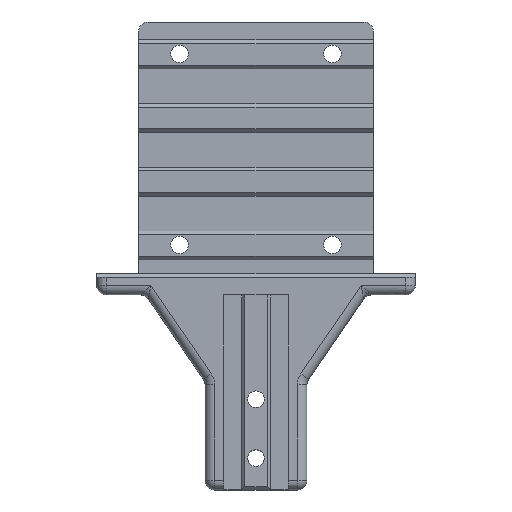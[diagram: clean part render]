
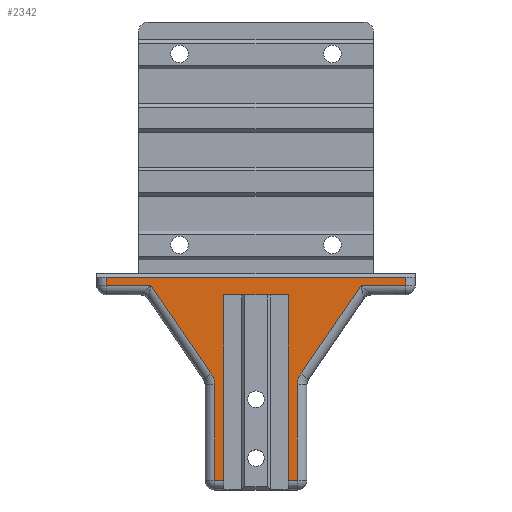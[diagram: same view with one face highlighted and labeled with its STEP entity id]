
A CAD part, top view. The second image highlights one B-rep face of the part: STEP entity #2342.
In plain terms, the highlighted planar face has unit normal (0, 0, 1).
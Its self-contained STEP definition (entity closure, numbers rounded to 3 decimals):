
#115=PLANE('',#2596);
#238=FACE_OUTER_BOUND('',#391,.T.);
#391=EDGE_LOOP('',(#1935,#1936,#1937,#1938,#1939,#1940,#1941,#1942,#1943,
#1944,#1945,#1946,#1947,#1948,#1949,#1950));
#476=LINE('',#3425,#667);
#487=LINE('',#3459,#678);
#520=LINE('',#3683,#711);
#522=LINE('',#3690,#713);
#532=LINE('',#3859,#723);
#534=LINE('',#3866,#725);
#541=LINE('',#3895,#732);
#544=LINE('',#3905,#735);
#548=LINE('',#3919,#739);
#562=LINE('',#3972,#753);
#563=LINE('',#3991,#754);
#566=LINE('',#3998,#757);
#615=LINE('',#4208,#806);
#616=LINE('',#4209,#807);
#667=VECTOR('',#2697,10.);
#678=VECTOR('',#2728,10.);
#711=VECTOR('',#2817,10.);
#713=VECTOR('',#2825,10.);
#723=VECTOR('',#2879,10.);
#725=VECTOR('',#2887,10.);
#732=VECTOR('',#2920,10.);
#735=VECTOR('',#2929,10.);
#739=VECTOR('',#2947,10.);
#753=VECTOR('',#2991,10.);
#754=VECTOR('',#3018,10.);
#757=VECTOR('',#3025,10.);
#806=VECTOR('',#3186,10.);
#807=VECTOR('',#3187,10.);
#904=CIRCLE('',#2505,6.);
#921=CIRCLE('',#2535,6.);
#982=VERTEX_POINT('',#3423);
#983=VERTEX_POINT('',#3424);
#996=VERTEX_POINT('',#3458);
#1001=VERTEX_POINT('',#3492);
#1042=VERTEX_POINT('',#3682);
#1044=VERTEX_POINT('',#3688);
#1053=VERTEX_POINT('',#3767);
#1066=VERTEX_POINT('',#3858);
#1068=VERTEX_POINT('',#3864);
#1077=VERTEX_POINT('',#3893);
#1078=VERTEX_POINT('',#3898);
#1081=VERTEX_POINT('',#3903);
#1082=VERTEX_POINT('',#3913);
#1097=VERTEX_POINT('',#3971);
#1101=VERTEX_POINT('',#3984);
#1103=VERTEX_POINT('',#3994);
#1189=EDGE_CURVE('',#982,#983,#476,.T.);
#1206=EDGE_CURVE('',#996,#982,#487,.F.);
#1264=EDGE_CURVE('',#1001,#1042,#520,.T.);
#1268=EDGE_CURVE('',#1044,#1001,#522,.T.);
#1299=EDGE_CURVE('',#1053,#1066,#532,.T.);
#1303=EDGE_CURVE('',#1068,#1053,#534,.T.);
#1317=EDGE_CURVE('',#1077,#1044,#541,.T.);
#1322=EDGE_CURVE('',#1081,#1078,#544,.T.);
#1323=EDGE_CURVE('',#1042,#1081,#904,.T.);
#1330=EDGE_CURVE('',#1078,#1082,#548,.T.);
#1352=EDGE_CURVE('',#996,#1097,#562,.T.);
#1359=EDGE_CURVE('',#1101,#1068,#921,.T.);
#1362=EDGE_CURVE('',#1097,#1101,#563,.T.);
#1366=EDGE_CURVE('',#1066,#1103,#566,.T.);
#1446=EDGE_CURVE('',#1077,#1103,#615,.T.);
#1447=EDGE_CURVE('',#983,#1082,#616,.F.);
#1935=ORIENTED_EDGE('',*,*,#1317,.F.);
#1936=ORIENTED_EDGE('',*,*,#1446,.T.);
#1937=ORIENTED_EDGE('',*,*,#1366,.F.);
#1938=ORIENTED_EDGE('',*,*,#1299,.F.);
#1939=ORIENTED_EDGE('',*,*,#1303,.F.);
#1940=ORIENTED_EDGE('',*,*,#1359,.F.);
#1941=ORIENTED_EDGE('',*,*,#1362,.F.);
#1942=ORIENTED_EDGE('',*,*,#1352,.F.);
#1943=ORIENTED_EDGE('',*,*,#1206,.T.);
#1944=ORIENTED_EDGE('',*,*,#1189,.T.);
#1945=ORIENTED_EDGE('',*,*,#1447,.T.);
#1946=ORIENTED_EDGE('',*,*,#1330,.F.);
#1947=ORIENTED_EDGE('',*,*,#1322,.F.);
#1948=ORIENTED_EDGE('',*,*,#1323,.F.);
#1949=ORIENTED_EDGE('',*,*,#1264,.F.);
#1950=ORIENTED_EDGE('',*,*,#1268,.F.);
#2342=ADVANCED_FACE('',(#238),#115,.T.);
#2505=AXIS2_PLACEMENT_3D('',#3907,#2932,#2933);
#2535=AXIS2_PLACEMENT_3D('',#3986,#3010,#3011);
#2596=AXIS2_PLACEMENT_3D('',#4207,#3184,#3185);
#2697=DIRECTION('',(1.,0.,0.));
#2728=DIRECTION('',(0.,-1.,0.));
#2817=DIRECTION('',(-0.565,-0.825,0.));
#2825=DIRECTION('',(-1.,0.,0.));
#2879=DIRECTION('',(-1.,0.,0.));
#2887=DIRECTION('',(-0.565,0.825,0.));
#2920=DIRECTION('',(0.,-1.,0.));
#2929=DIRECTION('',(0.,-1.,0.));
#2932=DIRECTION('center_axis',(0.,0.,1.));
#2933=DIRECTION('ref_axis',(-0.955,0.296,0.));
#2947=DIRECTION('',(-1.,0.,0.));
#2991=DIRECTION('',(-1.,0.,0.));
#3010=DIRECTION('center_axis',(0.,0.,1.));
#3011=DIRECTION('ref_axis',(0.955,0.296,0.));
#3018=DIRECTION('',(0.,1.,0.));
#3025=DIRECTION('',(0.,1.,0.));
#3184=DIRECTION('center_axis',(0.,0.,1.));
#3185=DIRECTION('ref_axis',(1.,0.,0.));
#3186=DIRECTION('',(-1.,0.,0.));
#3187=DIRECTION('',(0.,1.,0.));
#3423=CARTESIAN_POINT('',(-10.1,-12.25,25.6));
#3424=CARTESIAN_POINT('',(10.1,-12.25,25.6));
#3425=CARTESIAN_POINT('',(17.325,-12.25,25.6));
#3458=CARTESIAN_POINT('',(-10.1,-70.5,25.6));
#3459=CARTESIAN_POINT('',(-10.1,-56.813,25.6));
#3492=CARTESIAN_POINT('',(33.069,-9.25,25.6));
#3682=CARTESIAN_POINT('',(14.049,-37.04,25.6));
#3683=CARTESIAN_POINT('',(10.827,-41.747,25.6));
#3688=CARTESIAN_POINT('',(47.,-9.25,25.6));
#3690=CARTESIAN_POINT('',(17.325,-9.25,25.6));
#3767=CARTESIAN_POINT('',(-33.069,-9.25,25.6));
#3858=CARTESIAN_POINT('',(-47.,-9.25,25.6));
#3859=CARTESIAN_POINT('',(17.325,-9.25,25.6));
#3864=CARTESIAN_POINT('',(-14.049,-37.04,25.6));
#3866=CARTESIAN_POINT('',(-21.264,-26.497,25.6));
#3893=CARTESIAN_POINT('',(47.,-6.75,25.6));
#3895=CARTESIAN_POINT('',(47.,-26.188,25.6));
#3898=CARTESIAN_POINT('',(13.,-70.5,25.6));
#3903=CARTESIAN_POINT('',(13.,-40.428,25.6));
#3905=CARTESIAN_POINT('',(13.,-56.813,25.6));
#3907=CARTESIAN_POINT('Origin',(19.,-40.428,25.6));
#3913=CARTESIAN_POINT('',(10.1,-70.5,25.6));
#3919=CARTESIAN_POINT('',(-8.,-70.5,25.6));
#3971=CARTESIAN_POINT('',(-13.,-70.5,25.6));
#3972=CARTESIAN_POINT('',(-8.,-70.5,25.6));
#3984=CARTESIAN_POINT('',(-13.,-40.428,25.6));
#3986=CARTESIAN_POINT('Origin',(-19.,-40.428,25.6));
#3991=CARTESIAN_POINT('',(-13.,-39.813,25.6));
#3994=CARTESIAN_POINT('',(-47.,-6.75,25.6));
#3998=CARTESIAN_POINT('',(-47.,-23.438,25.6));
#4207=CARTESIAN_POINT('Origin',(0.,-40.125,25.6));
#4208=CARTESIAN_POINT('',(50.,-6.75,25.6));
#4209=CARTESIAN_POINT('',(10.1,-26.188,25.6));
